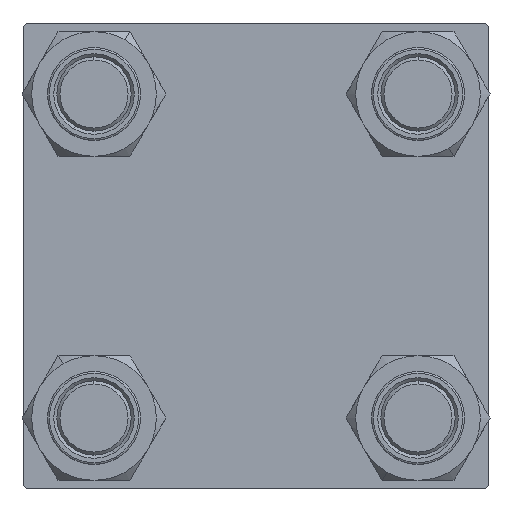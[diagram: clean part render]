
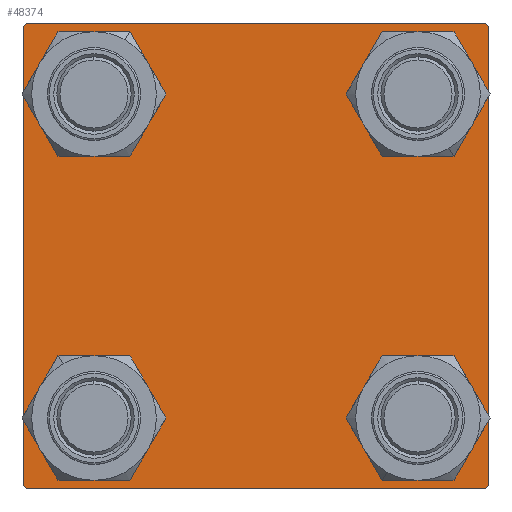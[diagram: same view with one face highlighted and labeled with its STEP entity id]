
A CAD part, left-side view. The second image highlights one B-rep face of the part: STEP entity #48374.
In plain terms, the highlighted planar face has unit normal (-1, 0, 0).
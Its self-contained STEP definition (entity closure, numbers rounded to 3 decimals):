
#1063 = DIRECTION ( 'NONE',  ( 0., 0., 1. ) ) ;
#1363 = CARTESIAN_POINT ( 'NONE',  ( 0., 37., 37.5 ) ) ;
#1446 = EDGE_CURVE ( 'NONE', #16045, #1492, #39835, .T. ) ;
#1466 = ORIENTED_EDGE ( 'NONE', *, *, #42492, .T. ) ;
#1470 = CARTESIAN_POINT ( 'NONE',  ( 0., -26.15, -32.65 ) ) ;
#1492 = VERTEX_POINT ( 'NONE', #4055 ) ;
#2527 = CARTESIAN_POINT ( 'NONE',  ( 0., -26.15, 19.65 ) ) ;
#2780 = DIRECTION ( 'NONE',  ( 1., 0., 0. ) ) ;
#2849 = DIRECTION ( 'NONE',  ( 0., 0., -1. ) ) ;
#3011 = EDGE_CURVE ( 'NONE', #46278, #17656, #49262, .T. ) ;
#3113 = EDGE_LOOP ( 'NONE', ( #48858, #36773 ) ) ;
#3410 = CIRCLE ( 'NONE', #23734, 6.5 ) ;
#4055 = CARTESIAN_POINT ( 'NONE',  ( 0., -37.5, -37. ) ) ;
#4150 = LINE ( 'NONE', #40560, #42315 ) ;
#4306 = DIRECTION ( 'NONE',  ( 1., 0., 0. ) ) ;
#4307 = CARTESIAN_POINT ( 'NONE',  ( 0., 37.5, 37.5 ) ) ;
#4633 = DIRECTION ( 'NONE',  ( 0., 0., 1. ) ) ;
#4688 = ORIENTED_EDGE ( 'NONE', *, *, #22405, .F. ) ;
#4799 = CARTESIAN_POINT ( 'NONE',  ( 0., -26.15, -26.15 ) ) ;
#4869 = VECTOR ( 'NONE', #27543, 1000. ) ;
#5652 = DIRECTION ( 'NONE',  ( 0., -0.707, -0.707 ) ) ;
#5708 = FACE_BOUND ( 'NONE', #3113, .T. ) ;
#6104 = DIRECTION ( 'NONE',  ( 0., 0., 1. ) ) ;
#6315 = VERTEX_POINT ( 'NONE', #25025 ) ;
#6812 = EDGE_CURVE ( 'NONE', #9197, #17268, #11286, .T. ) ;
#7175 = LINE ( 'NONE', #18139, #28203 ) ;
#7672 = LINE ( 'NONE', #11996, #4869 ) ;
#9197 = VERTEX_POINT ( 'NONE', #18104 ) ;
#9295 = EDGE_LOOP ( 'NONE', ( #32048, #29466, #26771, #11927, #37857, #38435, #4688, #20142 ) ) ;
#9532 = DIRECTION ( 'NONE',  ( 0., 0., 1. ) ) ;
#10095 = EDGE_LOOP ( 'NONE', ( #1466, #49426 ) ) ;
#10553 = PLANE ( 'NONE',  #45356 ) ;
#10905 = DIRECTION ( 'NONE',  ( 0., 0.707, 0.707 ) ) ;
#11251 = DIRECTION ( 'NONE',  ( 0., 0., 1. ) ) ;
#11286 = CIRCLE ( 'NONE', #28377, 6.5 ) ;
#11927 = ORIENTED_EDGE ( 'NONE', *, *, #1446, .T. ) ;
#11996 = CARTESIAN_POINT ( 'NONE',  ( 0., 37.5, -37.5 ) ) ;
#12704 = CARTESIAN_POINT ( 'NONE',  ( 0., 26.15, -32.65 ) ) ;
#13015 = AXIS2_PLACEMENT_3D ( 'NONE', #15073, #34452, #11251 ) ;
#13937 = EDGE_CURVE ( 'NONE', #37267, #6315, #4150, .T. ) ;
#14235 = EDGE_CURVE ( 'NONE', #6315, #16045, #7672, .T. ) ;
#14915 = VECTOR ( 'NONE', #49615, 1000. ) ;
#15073 = CARTESIAN_POINT ( 'NONE',  ( 0., -26.15, 26.15 ) ) ;
#15095 = EDGE_CURVE ( 'NONE', #33348, #45021, #48874, .T. ) ;
#15743 = AXIS2_PLACEMENT_3D ( 'NONE', #41020, #49961, #6104 ) ;
#16045 = VERTEX_POINT ( 'NONE', #45495 ) ;
#16393 = VERTEX_POINT ( 'NONE', #35929 ) ;
#16610 = DIRECTION ( 'NONE',  ( 1., 0., 0. ) ) ;
#16680 = CARTESIAN_POINT ( 'NONE',  ( 0., -37.5, 37. ) ) ;
#17166 = EDGE_CURVE ( 'NONE', #49206, #38816, #37535, .T. ) ;
#17268 = VERTEX_POINT ( 'NONE', #34463 ) ;
#17355 = EDGE_CURVE ( 'NONE', #38816, #49206, #32626, .T. ) ;
#17371 = CIRCLE ( 'NONE', #15743, 6.5 ) ;
#17656 = VERTEX_POINT ( 'NONE', #27883 ) ;
#17686 = FACE_OUTER_BOUND ( 'NONE', #9295, .T. ) ;
#18019 = CARTESIAN_POINT ( 'NONE',  ( 0., -26.15, -26.15 ) ) ;
#18104 = CARTESIAN_POINT ( 'NONE',  ( 0., 26.15, 19.65 ) ) ;
#18139 = CARTESIAN_POINT ( 'NONE',  ( 0., -37.5, 37.5 ) ) ;
#18240 = CARTESIAN_POINT ( 'NONE',  ( 0., 37.5, 37.5 ) ) ;
#18646 = CARTESIAN_POINT ( 'NONE',  ( 0., 37.25, 37.25 ) ) ;
#19006 = EDGE_LOOP ( 'NONE', ( #44381, #38981 ) ) ;
#19851 = DIRECTION ( 'NONE',  ( 0., 0., 1. ) ) ;
#19852 = DIRECTION ( 'NONE',  ( 0., 0., -1. ) ) ;
#20142 = ORIENTED_EDGE ( 'NONE', *, *, #3011, .T. ) ;
#20432 = CARTESIAN_POINT ( 'NONE',  ( 0., 26.15, 26.15 ) ) ;
#20719 = CARTESIAN_POINT ( 'NONE',  ( 0., -37.25, -37.25 ) ) ;
#20852 = AXIS2_PLACEMENT_3D ( 'NONE', #39542, #47214, #4633 ) ;
#22109 = CARTESIAN_POINT ( 'NONE',  ( 0., -37.25, 37.25 ) ) ;
#22405 = EDGE_CURVE ( 'NONE', #46278, #24733, #30731, .T. ) ;
#23249 = VECTOR ( 'NONE', #24292, 1000. ) ;
#23734 = AXIS2_PLACEMENT_3D ( 'NONE', #20432, #16610, #1063 ) ;
#24292 = DIRECTION ( 'NONE',  ( 0., -0.707, 0.707 ) ) ;
#24733 = VERTEX_POINT ( 'NONE', #29837 ) ;
#24984 = EDGE_CURVE ( 'NONE', #48302, #24733, #33339, .T. ) ;
#25025 = CARTESIAN_POINT ( 'NONE',  ( 0., 37., -37.5 ) ) ;
#25336 = VECTOR ( 'NONE', #10905, 1000. ) ;
#26443 = EDGE_CURVE ( 'NONE', #17268, #9197, #3410, .T. ) ;
#26667 = CARTESIAN_POINT ( 'NONE',  ( 0., -26.15, 32.65 ) ) ;
#26771 = ORIENTED_EDGE ( 'NONE', *, *, #14235, .T. ) ;
#27288 = DIRECTION ( 'NONE',  ( 0., 0., 1. ) ) ;
#27543 = DIRECTION ( 'NONE',  ( 0., -1., 0. ) ) ;
#27771 = VERTEX_POINT ( 'NONE', #12704 ) ;
#27883 = CARTESIAN_POINT ( 'NONE',  ( 0., 37.5, 37. ) ) ;
#28203 = VECTOR ( 'NONE', #2849, 1000. ) ;
#28377 = AXIS2_PLACEMENT_3D ( 'NONE', #37694, #2780, #30058 ) ;
#29441 = EDGE_CURVE ( 'NONE', #17656, #37267, #31079, .T. ) ;
#29466 = ORIENTED_EDGE ( 'NONE', *, *, #13937, .T. ) ;
#29837 = CARTESIAN_POINT ( 'NONE',  ( 0., -37., 37.5 ) ) ;
#29854 = VECTOR ( 'NONE', #37503, 1000. ) ;
#30058 = DIRECTION ( 'NONE',  ( 0., 0., 1. ) ) ;
#30617 = CARTESIAN_POINT ( 'NONE',  ( 0., -26.15, 26.15 ) ) ;
#30731 = LINE ( 'NONE', #18240, #14915 ) ;
#31030 = VECTOR ( 'NONE', #19852, 1000. ) ;
#31079 = LINE ( 'NONE', #4307, #31030 ) ;
#32048 = ORIENTED_EDGE ( 'NONE', *, *, #29441, .T. ) ;
#32626 = CIRCLE ( 'NONE', #38352, 6.5 ) ;
#33339 = LINE ( 'NONE', #22109, #25336 ) ;
#33348 = VERTEX_POINT ( 'NONE', #2527 ) ;
#33490 = FACE_BOUND ( 'NONE', #47066, .T. ) ;
#34282 = AXIS2_PLACEMENT_3D ( 'NONE', #4799, #4306, #19851 ) ;
#34390 = EDGE_CURVE ( 'NONE', #27771, #16393, #17371, .T. ) ;
#34452 = DIRECTION ( 'NONE',  ( 1., 0., 0. ) ) ;
#34463 = CARTESIAN_POINT ( 'NONE',  ( 0., 26.15, 32.65 ) ) ;
#35527 = CIRCLE ( 'NONE', #37963, 6.5 ) ;
#35929 = CARTESIAN_POINT ( 'NONE',  ( 0., 26.15, -19.65 ) ) ;
#36773 = ORIENTED_EDGE ( 'NONE', *, *, #6812, .T. ) ;
#37138 = ORIENTED_EDGE ( 'NONE', *, *, #17166, .T. ) ;
#37267 = VERTEX_POINT ( 'NONE', #43217 ) ;
#37306 = FACE_BOUND ( 'NONE', #19006, .T. ) ;
#37503 = DIRECTION ( 'NONE',  ( 0., 0.707, -0.707 ) ) ;
#37535 = CIRCLE ( 'NONE', #34282, 6.5 ) ;
#37558 = FACE_BOUND ( 'NONE', #10095, .T. ) ;
#37649 = DIRECTION ( 'NONE',  ( 0., 0., 1. ) ) ;
#37694 = CARTESIAN_POINT ( 'NONE',  ( 0., 26.15, 26.15 ) ) ;
#37857 = ORIENTED_EDGE ( 'NONE', *, *, #45493, .F. ) ;
#37963 = AXIS2_PLACEMENT_3D ( 'NONE', #30617, #42333, #27288 ) ;
#38352 = AXIS2_PLACEMENT_3D ( 'NONE', #18019, #41463, #37649 ) ;
#38435 = ORIENTED_EDGE ( 'NONE', *, *, #24984, .T. ) ;
#38816 = VERTEX_POINT ( 'NONE', #1470 ) ;
#38981 = ORIENTED_EDGE ( 'NONE', *, *, #34390, .T. ) ;
#39240 = CARTESIAN_POINT ( 'NONE',  ( 0., -26.15, -19.65 ) ) ;
#39542 = CARTESIAN_POINT ( 'NONE',  ( 0., 26.15, -26.15 ) ) ;
#39835 = LINE ( 'NONE', #20719, #23249 ) ;
#40560 = CARTESIAN_POINT ( 'NONE',  ( 0., 37.25, -37.25 ) ) ;
#41020 = CARTESIAN_POINT ( 'NONE',  ( 0., 26.15, -26.15 ) ) ;
#41463 = DIRECTION ( 'NONE',  ( 1., 0., 0. ) ) ;
#41639 = CARTESIAN_POINT ( 'NONE',  ( 0., 0., 0. ) ) ;
#42315 = VECTOR ( 'NONE', #5652, 1000. ) ;
#42333 = DIRECTION ( 'NONE',  ( 1., 0., 0. ) ) ;
#42492 = EDGE_CURVE ( 'NONE', #45021, #33348, #35527, .T. ) ;
#42842 = CIRCLE ( 'NONE', #20852, 6.5 ) ;
#43217 = CARTESIAN_POINT ( 'NONE',  ( 0., 37.5, -37. ) ) ;
#44381 = ORIENTED_EDGE ( 'NONE', *, *, #46423, .T. ) ;
#44721 = DIRECTION ( 'NONE',  ( -1., 0., 0. ) ) ;
#45021 = VERTEX_POINT ( 'NONE', #26667 ) ;
#45356 = AXIS2_PLACEMENT_3D ( 'NONE', #41639, #44721, #9532 ) ;
#45493 = EDGE_CURVE ( 'NONE', #48302, #1492, #7175, .T. ) ;
#45495 = CARTESIAN_POINT ( 'NONE',  ( 0., -37., -37.5 ) ) ;
#45713 = ORIENTED_EDGE ( 'NONE', *, *, #17355, .T. ) ;
#46278 = VERTEX_POINT ( 'NONE', #1363 ) ;
#46423 = EDGE_CURVE ( 'NONE', #16393, #27771, #42842, .T. ) ;
#47066 = EDGE_LOOP ( 'NONE', ( #37138, #45713 ) ) ;
#47214 = DIRECTION ( 'NONE',  ( 1., 0., 0. ) ) ;
#48302 = VERTEX_POINT ( 'NONE', #16680 ) ;
#48374 = ADVANCED_FACE ( 'NONE', ( #37558, #33490, #37306, #5708, #17686 ), #10553, .T. ) ;
#48858 = ORIENTED_EDGE ( 'NONE', *, *, #26443, .T. ) ;
#48874 = CIRCLE ( 'NONE', #13015, 6.5 ) ;
#49206 = VERTEX_POINT ( 'NONE', #39240 ) ;
#49262 = LINE ( 'NONE', #18646, #29854 ) ;
#49426 = ORIENTED_EDGE ( 'NONE', *, *, #15095, .T. ) ;
#49615 = DIRECTION ( 'NONE',  ( 0., -1., 0. ) ) ;
#49961 = DIRECTION ( 'NONE',  ( 1., 0., 0. ) ) ;
